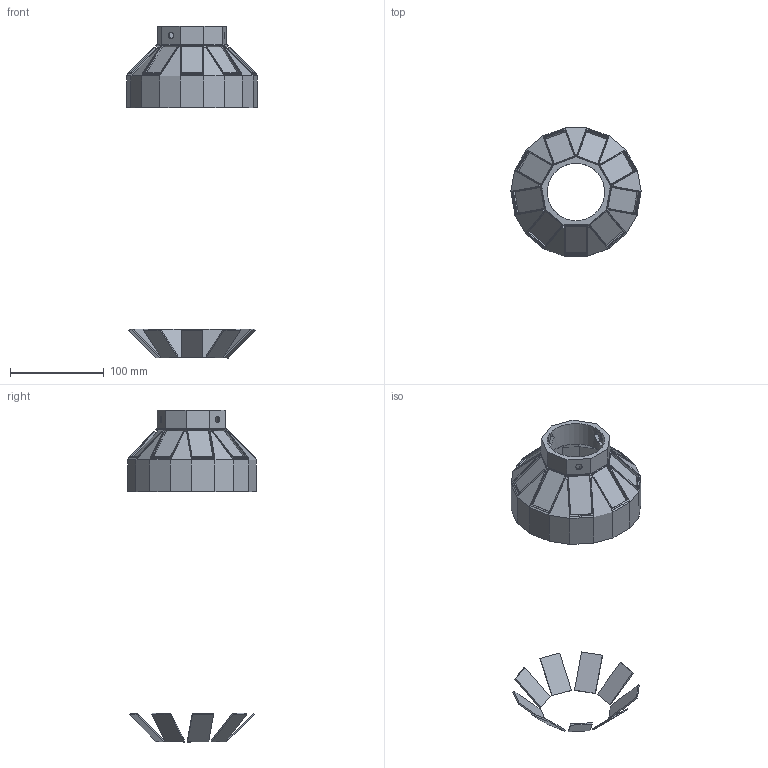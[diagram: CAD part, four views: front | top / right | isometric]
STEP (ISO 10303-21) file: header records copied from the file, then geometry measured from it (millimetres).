
FILE_DESCRIPTION(/* description */ (''),/* implementation_level */ '2;1');
FILE_NAME(/* name */ 'Buoy v2 v21.step',/* time_stamp */ '2024-10-04T00:34:17+06:00',/* author */ (''),/* organization */ (''),/* preprocessor_version */ 'ST-DEVELOPER v20',/* originating_system */ 'Autodesk Translation Framework v13.20.0.188',/* authorisation */ '');
FILE_SCHEMA (('AUTOMOTIVE_DESIGN { 1 0 10303 214 3 1 1 }'));
Length unit declared in the file: millimetre
Products named in the file (3): Buoy v2; Solar panels; Solar panel
Assembly tree (10 placements, depth 3):
  Buoy v2
    Solar panels
      Solar panel  x9
Bounding box: 139.31 x 137.2 x 354.8 mm (x, y, z)
Volume: 163658.5 mm3; surface area: 100085.7 mm2
Topology: 10 solids, 18 shells, 500 faces, 1345 edges, 884 vertices
Faces by surface type: plane 425, bspline 61, cylinder 14
Full cylindrical faces by diameter (mm): 7 x3, 61.458 x1, 68.951 x1, 114.441 x1
Entity records: 17665 total; most frequent: CARTESIAN_POINT 6456, ORIENTED_EDGE 2496, DIRECTION 1945, EDGE_CURVE 1248, LINE 1039, VECTOR 1039, VERTEX_POINT 820, EDGE_LOOP 464
